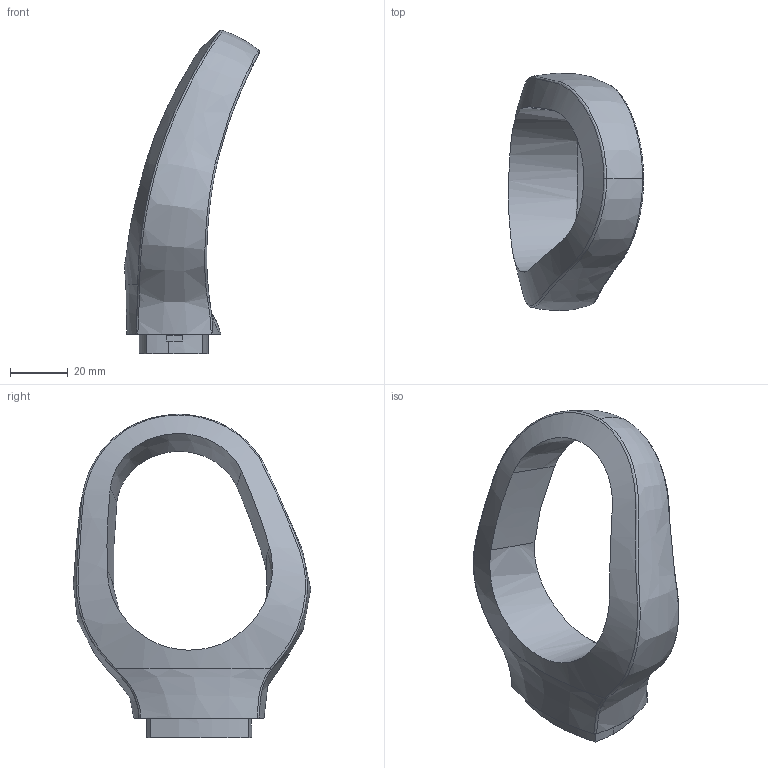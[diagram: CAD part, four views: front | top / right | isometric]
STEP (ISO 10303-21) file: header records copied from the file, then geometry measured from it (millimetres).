
FILE_DESCRIPTION(/* description */ (''),/* implementation_level */ '2;1');
FILE_NAME(/* name */ 'Hand Right.step',/* time_stamp */ '2017-06-25T17:33:10+10:00',/* author */ (''),/* organization */ (''),/* preprocessor_version */ 'ST-DEVELOPER v16.13',/* originating_system */ 'Autodesk Translation Framework v6.1.1.50',/* authorisation */ '');
FILE_SCHEMA (('AUTOMOTIVE_DESIGN { 1 0 10303 214 3 1 1 }'));
Length unit declared in the file: millimetre
Products named in the file (1): Arm Lower Left v13
Bounding box: 46.96 x 82.49 x 112.35 mm (x, y, z)
Volume: 82033.5 mm3; surface area: 19026.1 mm2
Topology: 1 solids, 1 shells, 65 faces, 211 edges, 148 vertices
Faces by surface type: bspline 41, plane 16, cylinder 8
Full cylindrical faces by diameter (mm): 3 x4
Entity records: 14068 total; most frequent: CARTESIAN_POINT 12454, ORIENTED_EDGE 408, DIRECTION 213, EDGE_CURVE 204, VERTEX_POINT 148, B_SPLINE_CURVE_WITH_KNOTS 92, EDGE_LOOP 78, AXIS2_PLACEMENT_3D 76
